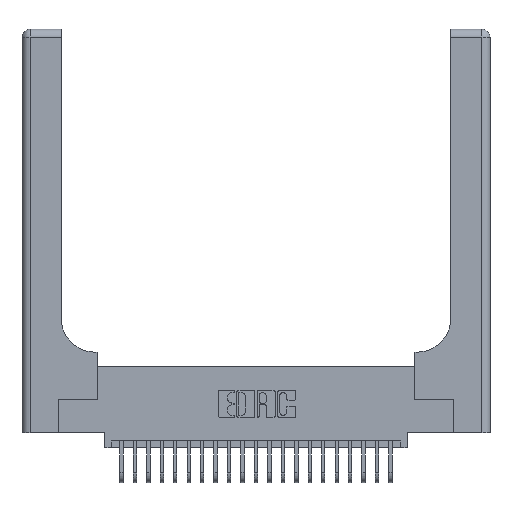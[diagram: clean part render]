
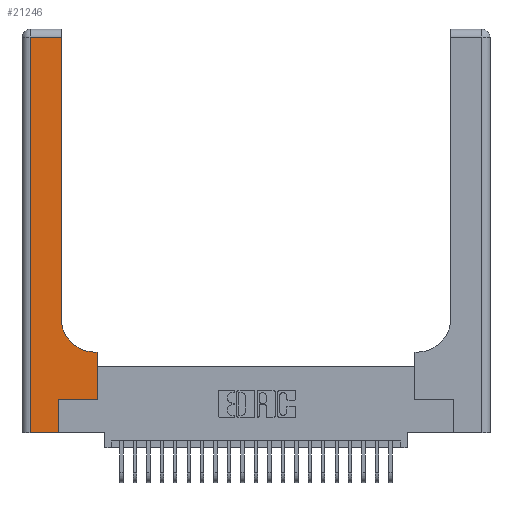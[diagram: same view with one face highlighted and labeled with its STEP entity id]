
A CAD part, top view. The second image highlights one B-rep face of the part: STEP entity #21246.
In plain terms, the highlighted planar face has unit normal (0, 0, 1).
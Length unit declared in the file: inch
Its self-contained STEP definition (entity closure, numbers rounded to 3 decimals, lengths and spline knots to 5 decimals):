
#69 = LINE ( 'NONE', #14420, #19794 ) ;
#169 = FACE_OUTER_BOUND ( 'NONE', #6822, .T. ) ;
#355 = LINE ( 'NONE', #16132, #5307 ) ;
#864 = LINE ( 'NONE', #5050, #14471 ) ;
#1337 = CARTESIAN_POINT ( 'NONE',  ( 0.269, 0., 0.37 ) ) ;
#1459 = VERTEX_POINT ( 'NONE', #15489 ) ;
#1515 = VECTOR ( 'NONE', #7200, 39.37008 ) ;
#2112 = EDGE_CURVE ( 'NONE', #12235, #11677, #5437, .T. ) ;
#2126 = LINE ( 'NONE', #3431, #1515 ) ;
#2527 = ORIENTED_EDGE ( 'NONE', *, *, #13676, .T. ) ;
#2757 = DIRECTION ( 'NONE',  ( 0., 0., -1. ) ) ;
#2886 = ORIENTED_EDGE ( 'NONE', *, *, #3319, .T. ) ;
#3176 = EDGE_CURVE ( 'NONE', #12745, #15979, #7393, .T. ) ;
#3186 = ORIENTED_EDGE ( 'NONE', *, *, #16014, .T. ) ;
#3202 = DIRECTION ( 'NONE',  ( 1., 0., 0. ) ) ;
#3319 = EDGE_CURVE ( 'NONE', #17412, #11978, #13196, .T. ) ;
#3371 = DIRECTION ( 'NONE',  ( -1., 0., 0. ) ) ;
#3431 = CARTESIAN_POINT ( 'NONE',  ( 0.2915, 3., 0.37 ) ) ;
#4576 = ORIENTED_EDGE ( 'NONE', *, *, #3176, .T. ) ;
#4889 = CARTESIAN_POINT ( 'NONE',  ( 0.5585, 0.25, 0.37 ) ) ;
#5050 = CARTESIAN_POINT ( 'NONE',  ( 0.269, 0.25, 0.37 ) ) ;
#5076 = ORIENTED_EDGE ( 'NONE', *, *, #17481, .T. ) ;
#5131 = EDGE_CURVE ( 'NONE', #1459, #14512, #13684, .T. ) ;
#5276 = CARTESIAN_POINT ( 'NONE',  ( 0.06, 0., 0.37 ) ) ;
#5307 = VECTOR ( 'NONE', #12306, 39.37008 ) ;
#5437 = CIRCLE ( 'NONE', #23640, 0.25 ) ;
#6280 = VERTEX_POINT ( 'NONE', #21296 ) ;
#6822 = EDGE_LOOP ( 'NONE', ( #3186, #19321, #4576, #2527, #11660, #5076, #2886, #9902, #19667 ) ) ;
#6936 = DIRECTION ( 'NONE',  ( 0., 0., -1. ) ) ;
#7049 = CARTESIAN_POINT ( 'NONE',  ( 0.06, 2.94, 0.37 ) ) ;
#7088 = CARTESIAN_POINT ( 'NONE',  ( 0.2915, 0.85, 0.37 ) ) ;
#7200 = DIRECTION ( 'NONE',  ( 0., 1., 0. ) ) ;
#7307 = CARTESIAN_POINT ( 'NONE',  ( 0.5415, 0.6, 0.37 ) ) ;
#7393 = LINE ( 'NONE', #10560, #12903 ) ;
#9147 = EDGE_CURVE ( 'NONE', #6280, #12745, #355, .T. ) ;
#9902 = ORIENTED_EDGE ( 'NONE', *, *, #15410, .T. ) ;
#10559 = CARTESIAN_POINT ( 'NONE',  ( 0., 3., 0.37 ) ) ;
#10560 = CARTESIAN_POINT ( 'NONE',  ( 0.06, 3., 0.37 ) ) ;
#11660 = ORIENTED_EDGE ( 'NONE', *, *, #5131, .T. ) ;
#11677 = VERTEX_POINT ( 'NONE', #7088 ) ;
#11725 = VECTOR ( 'NONE', #21547, 39.37008 ) ;
#11978 = VERTEX_POINT ( 'NONE', #22706 ) ;
#12235 = VERTEX_POINT ( 'NONE', #7307 ) ;
#12303 = LINE ( 'NONE', #22638, #11725 ) ;
#12306 = DIRECTION ( 'NONE',  ( -1., 0., 0. ) ) ;
#12745 = VERTEX_POINT ( 'NONE', #7049 ) ;
#12830 = DIRECTION ( 'NONE',  ( 0., 1., 0. ) ) ;
#12903 = VECTOR ( 'NONE', #21663, 39.37008 ) ;
#13196 = LINE ( 'NONE', #23929, #18697 ) ;
#13676 = EDGE_CURVE ( 'NONE', #15979, #1459, #12303, .T. ) ;
#13684 = LINE ( 'NONE', #1337, #17432 ) ;
#13822 = CARTESIAN_POINT ( 'NONE',  ( 0.5415, 0.85, 0.37 ) ) ;
#14420 = CARTESIAN_POINT ( 'NONE',  ( 0.2915, 0.6, 0.37 ) ) ;
#14471 = VECTOR ( 'NONE', #3202, 39.37008 ) ;
#14512 = VERTEX_POINT ( 'NONE', #22748 ) ;
#15410 = EDGE_CURVE ( 'NONE', #11978, #12235, #69, .T. ) ;
#15489 = CARTESIAN_POINT ( 'NONE',  ( 0.269, 0., 0.37 ) ) ;
#15700 = DIRECTION ( 'NONE',  ( 1., 0., 0. ) ) ;
#15979 = VERTEX_POINT ( 'NONE', #5276 ) ;
#16014 = EDGE_CURVE ( 'NONE', #11677, #6280, #2126, .T. ) ;
#16132 = CARTESIAN_POINT ( 'NONE',  ( 0., 2.94, 0.37 ) ) ;
#17412 = VERTEX_POINT ( 'NONE', #4889 ) ;
#17432 = VECTOR ( 'NONE', #18014, 39.37008 ) ;
#17481 = EDGE_CURVE ( 'NONE', #14512, #17412, #864, .T. ) ;
#17940 = PLANE ( 'NONE',  #19945 ) ;
#18014 = DIRECTION ( 'NONE',  ( 0., 1., 0. ) ) ;
#18697 = VECTOR ( 'NONE', #12830, 39.37008 ) ;
#19321 = ORIENTED_EDGE ( 'NONE', *, *, #9147, .T. ) ;
#19667 = ORIENTED_EDGE ( 'NONE', *, *, #2112, .T. ) ;
#19794 = VECTOR ( 'NONE', #3371, 39.37008 ) ;
#19875 = DIRECTION ( 'NONE',  ( -1., 0., 0. ) ) ;
#19945 = AXIS2_PLACEMENT_3D ( 'NONE', #10559, #6936, #19875 ) ;
#21246 = ADVANCED_FACE ( 'NONE', ( #169 ), #17940, .F. ) ;
#21296 = CARTESIAN_POINT ( 'NONE',  ( 0.2915, 2.94, 0.37 ) ) ;
#21547 = DIRECTION ( 'NONE',  ( 1., 0., 0. ) ) ;
#21663 = DIRECTION ( 'NONE',  ( 0., -1., 0. ) ) ;
#22638 = CARTESIAN_POINT ( 'NONE',  ( 0., 0., 0.37 ) ) ;
#22706 = CARTESIAN_POINT ( 'NONE',  ( 0.5585, 0.6, 0.37 ) ) ;
#22748 = CARTESIAN_POINT ( 'NONE',  ( 0.269, 0.25, 0.37 ) ) ;
#23640 = AXIS2_PLACEMENT_3D ( 'NONE', #13822, #2757, #15700 ) ;
#23929 = CARTESIAN_POINT ( 'NONE',  ( 0.5585, 0.25, 0.37 ) ) ;
